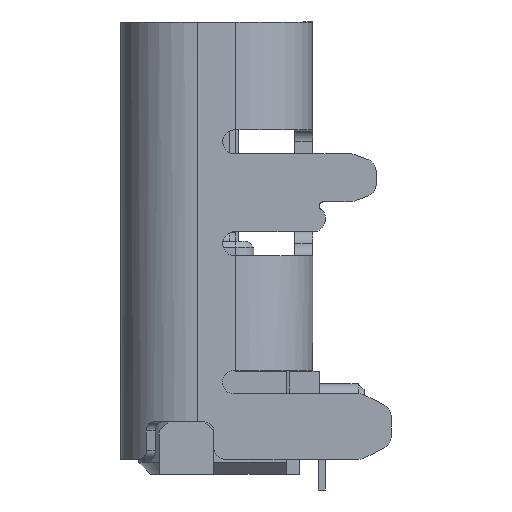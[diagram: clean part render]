
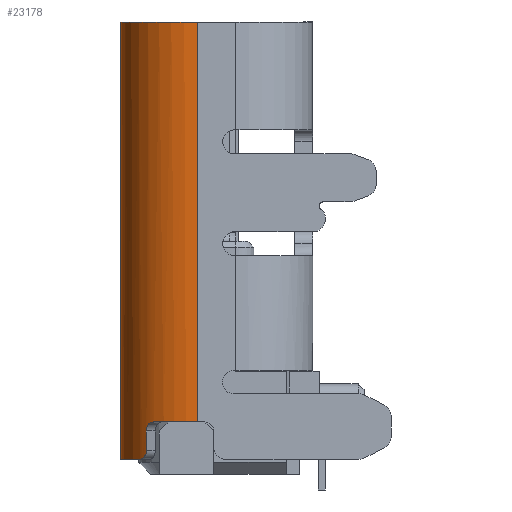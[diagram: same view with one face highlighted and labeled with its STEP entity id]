
A CAD part, left-side view. The second image highlights one B-rep face of the part: STEP entity #23178.
In plain terms, the highlighted cylindrical face has radius 1.28 mm (diameter 2.56 mm), a partial arc.
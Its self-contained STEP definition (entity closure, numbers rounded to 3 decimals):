
#404 = DIRECTION ( 'NONE',  ( 0., 0., -1. ) ) ;
#579 = ORIENTED_EDGE ( 'NONE', *, *, #8545, .T. ) ;
#811 = CARTESIAN_POINT ( 'NONE',  ( -4.152, 2.975, -2.856 ) ) ;
#1353 = CARTESIAN_POINT ( 'NONE',  ( -3.19, 3.41, 3.905 ) ) ;
#1475 = EDGE_LOOP ( 'NONE', ( #9758, #8396, #13896, #22374, #579, #2978, #16210, #12119 ) ) ;
#1672 = VECTOR ( 'NONE', #11542, 1000. ) ;
#1970 = VERTEX_POINT ( 'NONE', #20418 ) ;
#1996 = EDGE_CURVE ( 'NONE', #1970, #10400, #2413, .T. ) ;
#2176 = CARTESIAN_POINT ( 'NONE',  ( -4.143, 2.985, -3.245 ) ) ;
#2323 = DIRECTION ( 'NONE',  ( 0., 0., -1. ) ) ;
#2413 = LINE ( 'NONE', #4309, #1672 ) ;
#2649 = CARTESIAN_POINT ( 'NONE',  ( -4.083, 3.047, -3.38 ) ) ;
#2766 = CARTESIAN_POINT ( 'NONE',  ( -4.143, 2.985, -3.254 ) ) ;
#2795 = B_SPLINE_CURVE_WITH_KNOTS ( 'NONE', 3,
 ( #4548, #7986, #18750, #20657, #2649, #20898, #13420, #11779, #15306, #11543, #20540, #11421, #11652, #6207, #2766, #4425 ),
 .UNSPECIFIED., .F., .F.,
 ( 4, 3, 3, 3, 3, 4 ),
 ( 0., 0., 0., 0., 0., 0. ),
 .UNSPECIFIED. ) ;
#2851 = EDGE_CURVE ( 'NONE', #8099, #16864, #4313, .T. ) ;
#2978 = ORIENTED_EDGE ( 'NONE', *, *, #4208, .F. ) ;
#3091 = VERTEX_POINT ( 'NONE', #21889 ) ;
#3430 = VERTEX_POINT ( 'NONE', #1353 ) ;
#3586 = AXIS2_PLACEMENT_3D ( 'NONE', #16517, #404, #14738 ) ;
#3818 = CARTESIAN_POINT ( 'NONE',  ( -4.47, 2.13, 3.905 ) ) ;
#4069 = CARTESIAN_POINT ( 'NONE',  ( -4.237, 2.866, -2.77 ) ) ;
#4097 = CARTESIAN_POINT ( 'NONE',  ( -3.19, 2.13, -2.77 ) ) ;
#4208 = EDGE_CURVE ( 'NONE', #8099, #23209, #5313, .T. ) ;
#4309 = CARTESIAN_POINT ( 'NONE',  ( -4.47, 2.13, -3.225 ) ) ;
#4313 = B_SPLINE_CURVE_WITH_KNOTS ( 'NONE', 3,
 ( #8059, #15603, #11729, #18943, #811, #9709, #13372, #17385, #22855, #20724, #6627, #20849, #11959, #15258, #4617, #7938 ),
 .UNSPECIFIED., .F., .F.,
 ( 4, 3, 3, 3, 3, 4 ),
 ( 0., 0., 0., 0., 0., 0. ),
 .UNSPECIFIED. ) ;
#4425 = CARTESIAN_POINT ( 'NONE',  ( -4.143, 2.985, -3.245 ) ) ;
#4548 = CARTESIAN_POINT ( 'NONE',  ( -4.031, 3.095, -3.395 ) ) ;
#4617 = CARTESIAN_POINT ( 'NONE',  ( -4.23, 2.876, -2.77 ) ) ;
#5313 = LINE ( 'NONE', #16189, #8869 ) ;
#5633 = CARTESIAN_POINT ( 'NONE',  ( -3.19, 2.13, -3.225 ) ) ;
#6095 = EDGE_CURVE ( 'NONE', #1970, #16864, #7544, .T. ) ;
#6207 = CARTESIAN_POINT ( 'NONE',  ( -4.142, 2.986, -3.264 ) ) ;
#6627 = CARTESIAN_POINT ( 'NONE',  ( -4.197, 2.921, -2.785 ) ) ;
#7526 = DIRECTION ( 'NONE',  ( 0., 0., 1. ) ) ;
#7544 = CIRCLE ( 'NONE', #22624, 1.28 ) ;
#7783 = DIRECTION ( 'NONE',  ( -1., 0., 0. ) ) ;
#7938 = CARTESIAN_POINT ( 'NONE',  ( -4.237, 2.866, -2.77 ) ) ;
#7986 = CARTESIAN_POINT ( 'NONE',  ( -4.045, 3.083, -3.395 ) ) ;
#8059 = CARTESIAN_POINT ( 'NONE',  ( -4.143, 2.985, -2.92 ) ) ;
#8099 = VERTEX_POINT ( 'NONE', #16640 ) ;
#8396 = ORIENTED_EDGE ( 'NONE', *, *, #10741, .F. ) ;
#8545 = EDGE_CURVE ( 'NONE', #3091, #23209, #2795, .T. ) ;
#8869 = VECTOR ( 'NONE', #10650, 1000. ) ;
#9482 = CARTESIAN_POINT ( 'NONE',  ( -3.19, 3.41, -3.395 ) ) ;
#9709 = CARTESIAN_POINT ( 'NONE',  ( -4.157, 2.968, -2.841 ) ) ;
#9758 = ORIENTED_EDGE ( 'NONE', *, *, #1996, .T. ) ;
#10400 = VERTEX_POINT ( 'NONE', #3818 ) ;
#10444 = DIRECTION ( 'NONE',  ( -1., 0., 0. ) ) ;
#10650 = DIRECTION ( 'NONE',  ( 0., 0., -1. ) ) ;
#10741 = EDGE_CURVE ( 'NONE', #3430, #10400, #17967, .T. ) ;
#10848 = DIRECTION ( 'NONE',  ( 1., 0., 0. ) ) ;
#11421 = CARTESIAN_POINT ( 'NONE',  ( -4.139, 2.989, -3.29 ) ) ;
#11449 = VECTOR ( 'NONE', #21715, 1000. ) ;
#11542 = DIRECTION ( 'NONE',  ( 0., 0., 1. ) ) ;
#11543 = CARTESIAN_POINT ( 'NONE',  ( -4.129, 3., -3.32 ) ) ;
#11652 = CARTESIAN_POINT ( 'NONE',  ( -4.141, 2.987, -3.273 ) ) ;
#11729 = CARTESIAN_POINT ( 'NONE',  ( -4.144, 2.983, -2.887 ) ) ;
#11779 = CARTESIAN_POINT ( 'NONE',  ( -4.114, 3.015, -3.349 ) ) ;
#11959 = CARTESIAN_POINT ( 'NONE',  ( -4.217, 2.895, -2.774 ) ) ;
#12119 = ORIENTED_EDGE ( 'NONE', *, *, #6095, .F. ) ;
#12707 = LINE ( 'NONE', #16478, #11449 ) ;
#12904 = EDGE_CURVE ( 'NONE', #3091, #14329, #15398, .T. ) ;
#13046 = AXIS2_PLACEMENT_3D ( 'NONE', #14201, #19661, #10444 ) ;
#13372 = CARTESIAN_POINT ( 'NONE',  ( -4.164, 2.961, -2.828 ) ) ;
#13420 = CARTESIAN_POINT ( 'NONE',  ( -4.105, 3.025, -3.36 ) ) ;
#13896 = ORIENTED_EDGE ( 'NONE', *, *, #20218, .F. ) ;
#14201 = CARTESIAN_POINT ( 'NONE',  ( -3.19, 2.13, 3.905 ) ) ;
#14329 = VERTEX_POINT ( 'NONE', #9482 ) ;
#14738 = DIRECTION ( 'NONE',  ( -1., 0., 0. ) ) ;
#14843 = CYLINDRICAL_SURFACE ( 'NONE', #17554, 1.28 ) ;
#15258 = CARTESIAN_POINT ( 'NONE',  ( -4.223, 2.885, -2.771 ) ) ;
#15306 = CARTESIAN_POINT ( 'NONE',  ( -4.122, 3.007, -3.335 ) ) ;
#15398 = CIRCLE ( 'NONE', #3586, 1.28 ) ;
#15603 = CARTESIAN_POINT ( 'NONE',  ( -4.143, 2.985, -2.903 ) ) ;
#16189 = CARTESIAN_POINT ( 'NONE',  ( -4.143, 2.985, -2.77 ) ) ;
#16210 = ORIENTED_EDGE ( 'NONE', *, *, #2851, .T. ) ;
#16478 = CARTESIAN_POINT ( 'NONE',  ( -3.19, 3.41, -3.225 ) ) ;
#16517 = CARTESIAN_POINT ( 'NONE',  ( -3.19, 2.13, -3.395 ) ) ;
#16640 = CARTESIAN_POINT ( 'NONE',  ( -4.143, 2.985, -2.92 ) ) ;
#16864 = VERTEX_POINT ( 'NONE', #4069 ) ;
#17385 = CARTESIAN_POINT ( 'NONE',  ( -4.171, 2.953, -2.815 ) ) ;
#17554 = AXIS2_PLACEMENT_3D ( 'NONE', #5633, #7526, #10848 ) ;
#17967 = CIRCLE ( 'NONE', #13046, 1.28 ) ;
#18525 = FACE_OUTER_BOUND ( 'NONE', #1475, .T. ) ;
#18750 = CARTESIAN_POINT ( 'NONE',  ( -4.058, 3.07, -3.392 ) ) ;
#18943 = CARTESIAN_POINT ( 'NONE',  ( -4.148, 2.979, -2.871 ) ) ;
#19661 = DIRECTION ( 'NONE',  ( 0., 0., 1. ) ) ;
#20218 = EDGE_CURVE ( 'NONE', #14329, #3430, #12707, .T. ) ;
#20418 = CARTESIAN_POINT ( 'NONE',  ( -4.47, 2.13, -2.77 ) ) ;
#20540 = CARTESIAN_POINT ( 'NONE',  ( -4.134, 2.994, -3.306 ) ) ;
#20657 = CARTESIAN_POINT ( 'NONE',  ( -4.071, 3.059, -3.386 ) ) ;
#20724 = CARTESIAN_POINT ( 'NONE',  ( -4.188, 2.932, -2.794 ) ) ;
#20849 = CARTESIAN_POINT ( 'NONE',  ( -4.207, 2.908, -2.778 ) ) ;
#20898 = CARTESIAN_POINT ( 'NONE',  ( -4.095, 3.035, -3.371 ) ) ;
#21715 = DIRECTION ( 'NONE',  ( 0., 0., 1. ) ) ;
#21889 = CARTESIAN_POINT ( 'NONE',  ( -4.031, 3.095, -3.395 ) ) ;
#22374 = ORIENTED_EDGE ( 'NONE', *, *, #12904, .F. ) ;
#22624 = AXIS2_PLACEMENT_3D ( 'NONE', #4097, #2323, #7783 ) ;
#22855 = CARTESIAN_POINT ( 'NONE',  ( -4.179, 2.943, -2.803 ) ) ;
#23178 = ADVANCED_FACE ( 'NONE', ( #18525 ), #14843, .T. ) ;
#23209 = VERTEX_POINT ( 'NONE', #2176 ) ;
